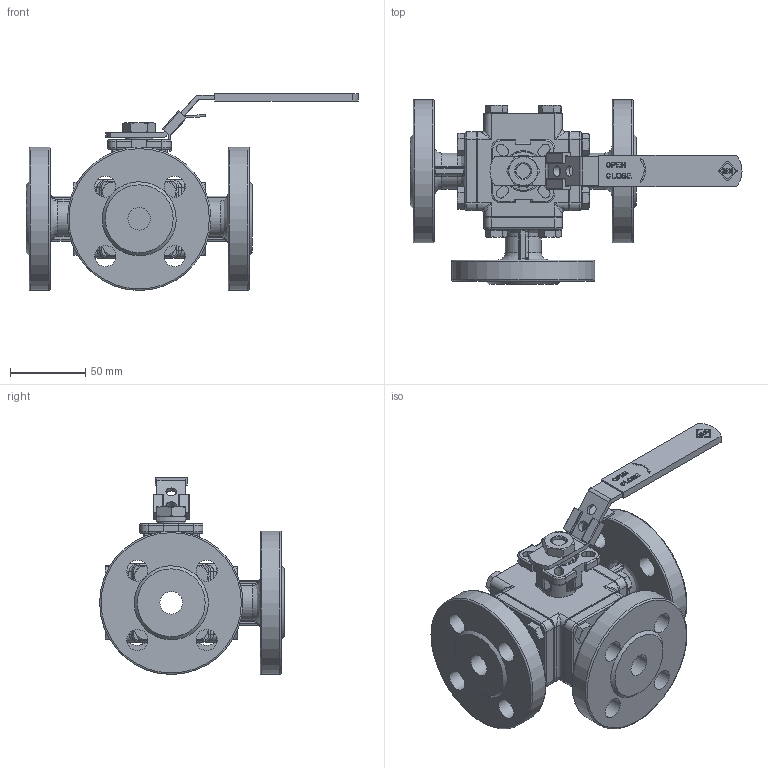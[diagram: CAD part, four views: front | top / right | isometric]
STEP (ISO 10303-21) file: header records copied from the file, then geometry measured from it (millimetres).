
FILE_DESCRIPTION((''),'2;1');
FILE_NAME('640E-15-00.stp','2010-08-11T11:33:19',('edu'),(''),'Autodesk Inventor 2010','Autodesk Inventor 2010','');
FILE_SCHEMA(('AUTOMOTIVE_DESIGN { 1 0 10303 214 1 1 1 1 }'));
Length unit declared in the file: millimetre
Products named in the file (1): ENG-005857
Bounding box: 220 x 122.5 x 130.5 mm (x, y, z)
Volume: 529577.1 mm3; surface area: 141952.1 mm2
Topology: 26 solids, 26 shells, 1585 faces, 4128 edges, 2601 vertices
Faces by surface type: plane 714, cylinder 373, bspline 272, cone 161, torus 61, sphere 4
Full cylindrical faces by diameter (mm): 7.323 x16, 8 x16, 11.112 x1, 11.4 x16, 12 x1, 12.3 x1, 12.5 x2, 15 x3, 15.7 x1, 17.2 x1, 18 x1, 23.5 x1, 24.3 x1, 27 x1, 36 x4, 37 x4, 95 x3
Entity records: 52720 total; most frequent: CARTESIAN_POINT 16381, ORIENTED_EDGE 7662, DIRECTION 6757, EDGE_CURVE 3831, VERTEX_POINT 2496, AXIS2_PLACEMENT_3D 2386, VECTOR 1985, LINE 1985
